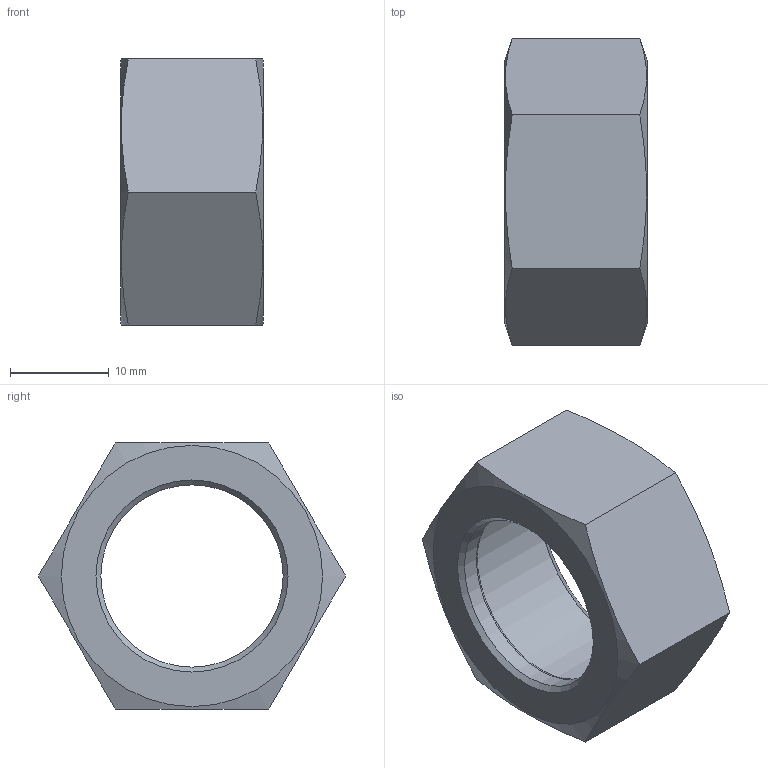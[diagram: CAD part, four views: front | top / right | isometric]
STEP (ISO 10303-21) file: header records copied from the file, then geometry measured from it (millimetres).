
FILE_DESCRIPTION(/* description */ (''),/* implementation_level */ '2;1');
FILE_NAME(/* name */ '3D_R134-M-DN8_171011600.stp',/* time_stamp */ '2021-06-16T13:56:46+02:00',/* author */ ('cad'),/* organization */ (''),/* preprocessor_version */ 'ST-DEVELOPER v18.1',/* originating_system */ 'Autodesk Inventor 2022',/* authorisation */ '');
FILE_SCHEMA (('AUTOMOTIVE_DESIGN { 1 0 10303 214 3 1 1 }'));
Length unit declared in the file: millimetre
Products named in the file (1): 3D_R134-M-DN8_171011600
Bounding box: 14.5 x 31.18 x 27 mm (x, y, z)
Volume: 3668.5 mm3; surface area: 2934.5 mm2
Topology: 1 solids, 1 shells, 17 faces, 38 edges, 24 vertices
Faces by surface type: plane 9, cone 4, cylinder 2, torus 2
Full cylindrical faces by diameter (mm): 18.5 x1, 22.376 x1
Entity records: 507 total; most frequent: CARTESIAN_POINT 104, ORIENTED_EDGE 76, DIRECTION 76, EDGE_CURVE 38, AXIS2_PLACEMENT_3D 32, VERTEX_POINT 24, EDGE_LOOP 20, FACE_OUTER_BOUND 17
